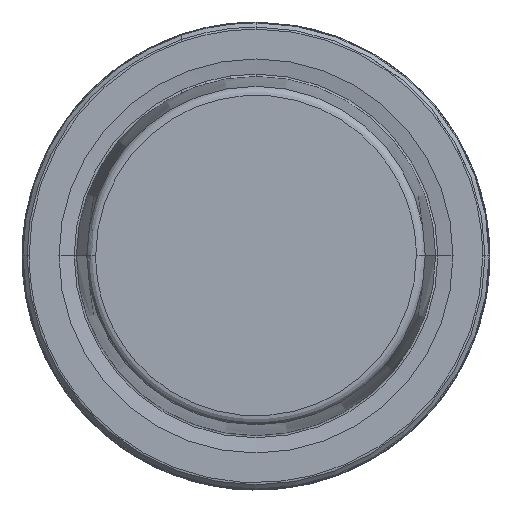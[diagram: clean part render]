
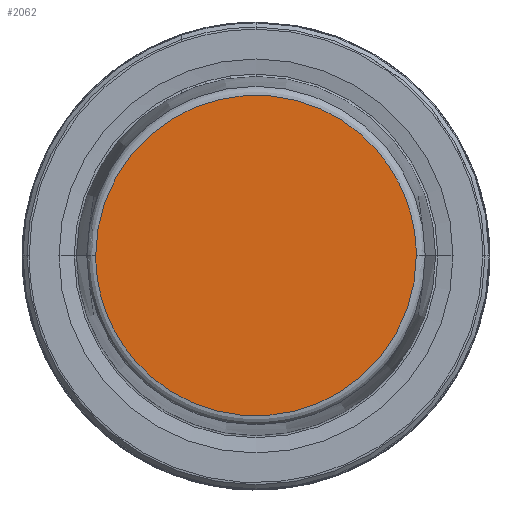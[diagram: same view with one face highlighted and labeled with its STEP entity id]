
A CAD part, top view. The second image highlights one B-rep face of the part: STEP entity #2062.
In plain terms, the highlighted planar face has unit normal (0, 0, 1).
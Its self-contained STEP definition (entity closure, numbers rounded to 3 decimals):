
#312 = CARTESIAN_POINT ( 'NONE',  ( 21.581, 0., 31.9 ) ) ;
#456 = CARTESIAN_POINT ( 'NONE',  ( -21.581, 0., 31.9 ) ) ;
#608 = ORIENTED_EDGE ( 'NONE', *, *, #1253, .F. ) ;
#723 = CARTESIAN_POINT ( 'NONE',  ( -21.581, 0., 31.9 ) ) ;
#990 = CARTESIAN_POINT ( 'NONE',  ( 21.581, -43.162, 31.9 ) ) ;
#1112 = FACE_OUTER_BOUND ( 'NONE', #1211, .T. ) ;
#1207 = PLANE ( 'NONE',  #3103 ) ;
#1211 = EDGE_LOOP ( 'NONE', ( #4177, #608 ) ) ;
#1253 = EDGE_CURVE ( 'NONE', #2124, #2281, #1274, .T. ) ;
#1274 =( BOUNDED_CURVE ( )  B_SPLINE_CURVE ( 3, ( #312, #990, #3557, #456 ),
 .UNSPECIFIED., .F., .T. ) 
 B_SPLINE_CURVE_WITH_KNOTS ( ( 4, 4 ),
 ( 0., 1. ),
 .UNSPECIFIED. ) 
 CURVE ( )  GEOMETRIC_REPRESENTATION_ITEM ( )  RATIONAL_B_SPLINE_CURVE ( ( 0.958, 0.319, 0.319, 0.958 ) ) 
 REPRESENTATION_ITEM ( '' )  );
#1292 = CARTESIAN_POINT ( 'NONE',  ( -21.581, 43.162, 31.9 ) ) ;
#2015 =( BOUNDED_CURVE ( )  B_SPLINE_CURVE ( 3, ( #3227, #1292, #4193, #2257 ),
 .UNSPECIFIED., .F., .T. ) 
 B_SPLINE_CURVE_WITH_KNOTS ( ( 4, 4 ),
 ( 0., 1. ),
 .UNSPECIFIED. ) 
 CURVE ( )  GEOMETRIC_REPRESENTATION_ITEM ( )  RATIONAL_B_SPLINE_CURVE ( ( 0.958, 0.319, 0.319, 0.958 ) ) 
 REPRESENTATION_ITEM ( '' )  );
#2062 = ADVANCED_FACE ( 'NONE', ( #1112 ), #1207, .F. ) ;
#2124 = VERTEX_POINT ( 'NONE', #4158 ) ;
#2177 = DIRECTION ( 'NONE',  ( -1., 0., 0. ) ) ;
#2257 = CARTESIAN_POINT ( 'NONE',  ( 21.581, 0., 31.9 ) ) ;
#2281 = VERTEX_POINT ( 'NONE', #723 ) ;
#2600 = EDGE_CURVE ( 'NONE', #2281, #2124, #2015, .T. ) ;
#2810 = CARTESIAN_POINT ( 'NONE',  ( 21.84, -21.84, 31.9 ) ) ;
#3103 = AXIS2_PLACEMENT_3D ( 'NONE', #2810, #4117, #2177 ) ;
#3227 = CARTESIAN_POINT ( 'NONE',  ( -21.581, 0., 31.9 ) ) ;
#3557 = CARTESIAN_POINT ( 'NONE',  ( -21.581, -43.162, 31.9 ) ) ;
#4117 = DIRECTION ( 'NONE',  ( 0., 0., -1. ) ) ;
#4158 = CARTESIAN_POINT ( 'NONE',  ( 21.581, 0., 31.9 ) ) ;
#4177 = ORIENTED_EDGE ( 'NONE', *, *, #2600, .F. ) ;
#4193 = CARTESIAN_POINT ( 'NONE',  ( 21.581, 43.162, 31.9 ) ) ;
